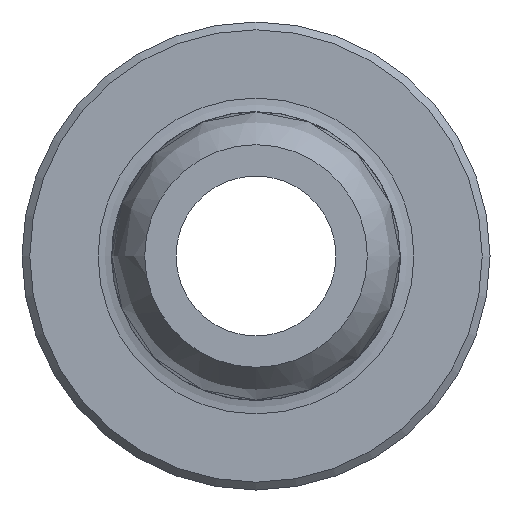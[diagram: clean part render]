
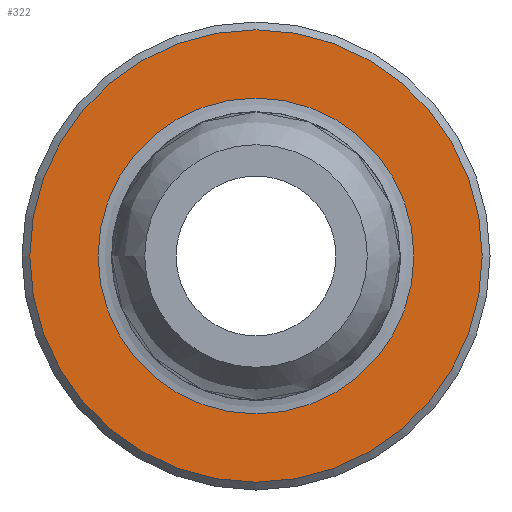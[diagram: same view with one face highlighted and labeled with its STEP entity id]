
A CAD part, left-side view. The second image highlights one B-rep face of the part: STEP entity #322.
In plain terms, the highlighted planar face has unit normal (-1, 0, 0).
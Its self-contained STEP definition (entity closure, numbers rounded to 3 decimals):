
#288=CARTESIAN_POINT('',(25.0,5.8,0.));
#289=VERTEX_POINT('',#288);
#290=CARTESIAN_POINT('',(25.0,0.0,0.0));
#291=DIRECTION('',(1.0,0.0,0.0));
#292=DIRECTION('',(0.0,-1.0,0.0));
#293=AXIS2_PLACEMENT_3D('',#290,#291,#292);
#294=CIRCLE('',#293,5.8);
#295=EDGE_CURVE('',#289,#289,#294,.T.);
#303=CARTESIAN_POINT('',(25.0,4.525,0.0));
#304=DIRECTION('',(-1.0,0.0,0.0));
#305=DIRECTION('',(0.0,0.0,1.0));
#306=AXIS2_PLACEMENT_3D('',#303,#304,#305);
#307=PLANE('',#306);
#308=ORIENTED_EDGE('',*,*,#295,.F.);
#309=EDGE_LOOP('',(#308));
#310=FACE_OUTER_BOUND('',#309,.T.);
#311=CARTESIAN_POINT('',(25.0,4.05,0.));
#312=VERTEX_POINT('',#311);
#313=CARTESIAN_POINT('',(25.0,0.0,0.0));
#314=DIRECTION('',(-1.0,0.0,0.0));
#315=DIRECTION('',(0.0,-1.0,0.0));
#316=AXIS2_PLACEMENT_3D('',#313,#314,#315);
#317=CIRCLE('',#316,4.05);
#318=EDGE_CURVE('',#312,#312,#317,.T.);
#319=ORIENTED_EDGE('',*,*,#318,.F.);
#320=EDGE_LOOP('',(#319));
#321=FACE_BOUND('',#320,.T.);
#322=ADVANCED_FACE('',(#310,#321),#307,.T.);
